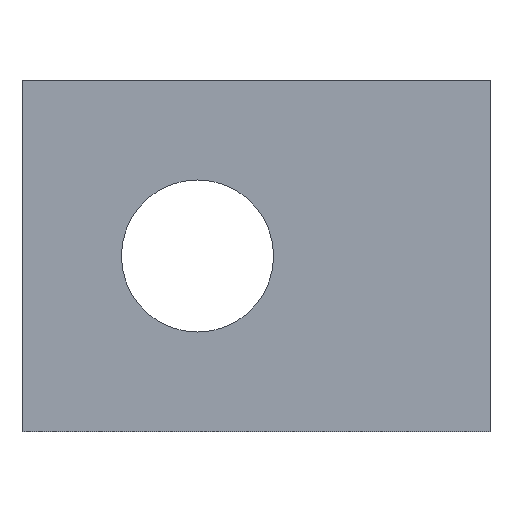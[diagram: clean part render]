
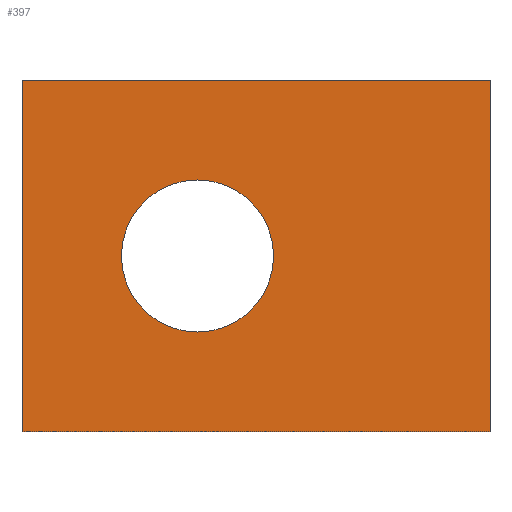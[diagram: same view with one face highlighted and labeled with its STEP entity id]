
A CAD part, left-side view. The second image highlights one B-rep face of the part: STEP entity #397.
In plain terms, the highlighted planar face has unit normal (-1, 0, 0).
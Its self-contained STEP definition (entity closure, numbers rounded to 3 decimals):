
#201=CARTESIAN_POINT('',(-5.0,7.5,3.25));
#202=VERTEX_POINT('',#201);
#203=CARTESIAN_POINT('',(-5.0,7.5,0.0));
#204=DIRECTION('',(1.0,0.0,0.0));
#205=DIRECTION('',(0.0,0.0,-1.0));
#206=AXIS2_PLACEMENT_3D('',#203,#204,#205);
#207=CIRCLE('',#206,3.25);
#208=EDGE_CURVE('',#202,#202,#207,.T.);
#231=CARTESIAN_POINT('',(-5.,15.,-7.5));
#232=VERTEX_POINT('',#231);
#263=CARTESIAN_POINT('',(-5.,-5.,-7.5));
#264=VERTEX_POINT('',#263);
#271=CARTESIAN_POINT('',(-5.,15.,-7.5));
#272=DIRECTION('',(0.0,-1.0,0.0));
#273=VECTOR('',#272,20.);
#274=LINE('',#271,#273);
#275=EDGE_CURVE('',#232,#264,#274,.T.);
#346=CARTESIAN_POINT('',(-5.,-5.,7.5));
#347=VERTEX_POINT('',#346);
#354=CARTESIAN_POINT('',(-5.,-5.,-7.5));
#355=DIRECTION('',(0.0,0.0,1.0));
#356=VECTOR('',#355,15.0);
#357=LINE('',#354,#356);
#358=EDGE_CURVE('',#264,#347,#357,.T.);
#371=CARTESIAN_POINT('',(-5.,-5.,0.0));
#372=DIRECTION('',(-1.0,0.0,0.0));
#373=DIRECTION('',(0.0,0.0,1.0));
#374=AXIS2_PLACEMENT_3D('',#371,#372,#373);
#375=PLANE('',#374);
#376=CARTESIAN_POINT('',(-5.,15.,7.5));
#377=VERTEX_POINT('',#376);
#378=CARTESIAN_POINT('',(-5.,-5.,7.5));
#379=DIRECTION('',(0.0,1.0,0.0));
#380=VECTOR('',#379,20.);
#381=LINE('',#378,#380);
#382=EDGE_CURVE('',#347,#377,#381,.T.);
#383=ORIENTED_EDGE('',*,*,#382,.T.);
#384=CARTESIAN_POINT('',(-5.,15.,-7.5));
#385=DIRECTION('',(0.0,0.0,1.0));
#386=VECTOR('',#385,15.0);
#387=LINE('',#384,#386);
#388=EDGE_CURVE('',#232,#377,#387,.T.);
#389=ORIENTED_EDGE('',*,*,#388,.F.);
#390=ORIENTED_EDGE('',*,*,#275,.T.);
#391=ORIENTED_EDGE('',*,*,#358,.T.);
#392=EDGE_LOOP('',(#383,#389,#390,#391));
#393=FACE_OUTER_BOUND('',#392,.T.);
#394=ORIENTED_EDGE('',*,*,#208,.T.);
#395=EDGE_LOOP('',(#394));
#396=FACE_BOUND('',#395,.T.);
#397=ADVANCED_FACE('',(#393,#396),#375,.T.);
